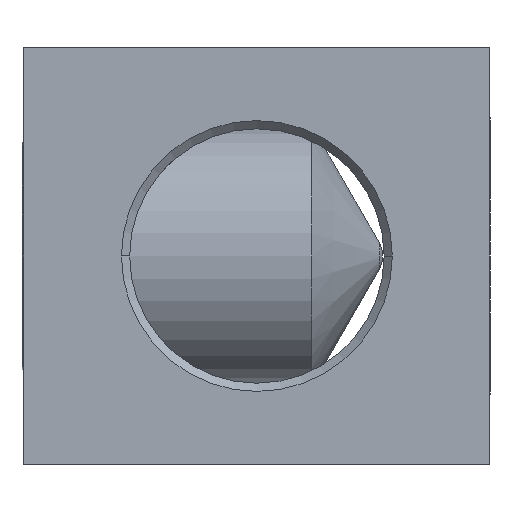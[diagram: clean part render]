
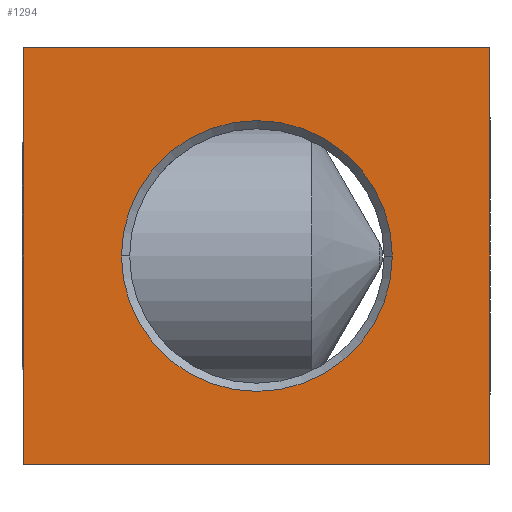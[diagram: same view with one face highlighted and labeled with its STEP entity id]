
A CAD part, left-side view. The second image highlights one B-rep face of the part: STEP entity #1294.
In plain terms, the highlighted planar face has unit normal (-1, 0, 0).
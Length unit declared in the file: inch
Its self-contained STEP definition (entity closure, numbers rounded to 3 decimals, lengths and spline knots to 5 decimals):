
#5 = DIRECTION ( 'NONE',  ( 0., 1., 0. ) ) ;
#16 = CARTESIAN_POINT ( 'NONE',  ( 0., 0., -0.5 ) ) ;
#77 = CARTESIAN_POINT ( 'NONE',  ( 0., 0., -0.5 ) ) ;
#90 = PLANE ( 'NONE',  #1500 ) ;
#144 = CARTESIAN_POINT ( 'NONE',  ( 0., 0., 0.5 ) ) ;
#158 = EDGE_CURVE ( 'NONE', #1313, #1199, #403, .T. ) ;
#172 = LINE ( 'NONE', #486, #1610 ) ;
#199 = CARTESIAN_POINT ( 'NONE',  ( 0., 1.11811, -0.5 ) ) ;
#235 = CARTESIAN_POINT ( 'NONE',  ( 0., 0.55906, 0. ) ) ;
#269 = ORIENTED_EDGE ( 'NONE', *, *, #1218, .F. ) ;
#293 = CARTESIAN_POINT ( 'NONE',  ( 0., 0., 0.5 ) ) ;
#301 = VERTEX_POINT ( 'NONE', #199 ) ;
#349 = VERTEX_POINT ( 'NONE', #1686 ) ;
#403 = LINE ( 'NONE', #144, #762 ) ;
#444 = CARTESIAN_POINT ( 'NONE',  ( 0., 0., 0.5 ) ) ;
#486 = CARTESIAN_POINT ( 'NONE',  ( 0., 1.11811, 0.5 ) ) ;
#493 = EDGE_CURVE ( 'NONE', #1522, #576, #688, .T. ) ;
#507 = FACE_OUTER_BOUND ( 'NONE', #1173, .T. ) ;
#510 = DIRECTION ( 'NONE',  ( 0., -1., 0. ) ) ;
#512 = ORIENTED_EDGE ( 'NONE', *, *, #493, .F. ) ;
#545 = EDGE_CURVE ( 'NONE', #576, #1522, #1498, .T. ) ;
#576 = VERTEX_POINT ( 'NONE', #1210 ) ;
#592 = EDGE_CURVE ( 'NONE', #1313, #301, #1478, .T. ) ;
#598 = LINE ( 'NONE', #293, #614 ) ;
#614 = VECTOR ( 'NONE', #858, 39.37008 ) ;
#646 = DIRECTION ( 'NONE',  ( 0., -1., 0. ) ) ;
#688 = CIRCLE ( 'NONE', #1578, 0.3248 ) ;
#762 = VECTOR ( 'NONE', #1475, 39.37008 ) ;
#764 = VECTOR ( 'NONE', #5, 39.37008 ) ;
#771 = DIRECTION ( 'NONE',  ( -1., 0., 0. ) ) ;
#814 = ORIENTED_EDGE ( 'NONE', *, *, #1573, .T. ) ;
#829 = CARTESIAN_POINT ( 'NONE',  ( 0., 0.88386, 0. ) ) ;
#858 = DIRECTION ( 'NONE',  ( 0., 1., 0. ) ) ;
#991 = ORIENTED_EDGE ( 'NONE', *, *, #158, .T. ) ;
#1046 = ORIENTED_EDGE ( 'NONE', *, *, #545, .F. ) ;
#1056 = DIRECTION ( 'NONE',  ( -1., 0., 0. ) ) ;
#1166 = CARTESIAN_POINT ( 'NONE',  ( 0., 0., 0.5 ) ) ;
#1173 = EDGE_LOOP ( 'NONE', ( #991, #814, #269, #1226 ) ) ;
#1199 = VERTEX_POINT ( 'NONE', #444 ) ;
#1210 = CARTESIAN_POINT ( 'NONE',  ( 0., 0.23425, 0. ) ) ;
#1218 = EDGE_CURVE ( 'NONE', #301, #349, #172, .T. ) ;
#1226 = ORIENTED_EDGE ( 'NONE', *, *, #592, .F. ) ;
#1294 = ADVANCED_FACE ( 'NONE', ( #507, #1415 ), #90, .F. ) ;
#1313 = VERTEX_POINT ( 'NONE', #77 ) ;
#1354 = EDGE_LOOP ( 'NONE', ( #1046, #512 ) ) ;
#1415 = FACE_BOUND ( 'NONE', #1354, .T. ) ;
#1439 = AXIS2_PLACEMENT_3D ( 'NONE', #235, #771, #510 ) ;
#1451 = CARTESIAN_POINT ( 'NONE',  ( 0., 0.55906, 0. ) ) ;
#1475 = DIRECTION ( 'NONE',  ( 0., 0., 1. ) ) ;
#1478 = LINE ( 'NONE', #16, #764 ) ;
#1498 = CIRCLE ( 'NONE', #1439, 0.3248 ) ;
#1500 = AXIS2_PLACEMENT_3D ( 'NONE', #1166, #1703, #1710 ) ;
#1522 = VERTEX_POINT ( 'NONE', #829 ) ;
#1553 = DIRECTION ( 'NONE',  ( 0., 0., 1. ) ) ;
#1573 = EDGE_CURVE ( 'NONE', #1199, #349, #598, .T. ) ;
#1578 = AXIS2_PLACEMENT_3D ( 'NONE', #1451, #1056, #646 ) ;
#1610 = VECTOR ( 'NONE', #1553, 39.37008 ) ;
#1686 = CARTESIAN_POINT ( 'NONE',  ( 0., 1.11811, 0.5 ) ) ;
#1703 = DIRECTION ( 'NONE',  ( 1., 0., 0. ) ) ;
#1710 = DIRECTION ( 'NONE',  ( 0., 1., 0. ) ) ;
